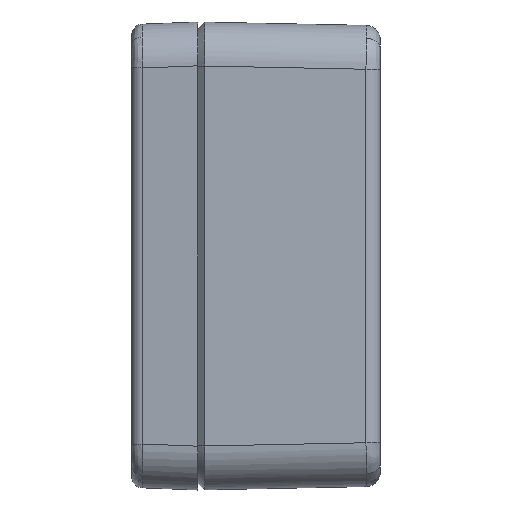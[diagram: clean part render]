
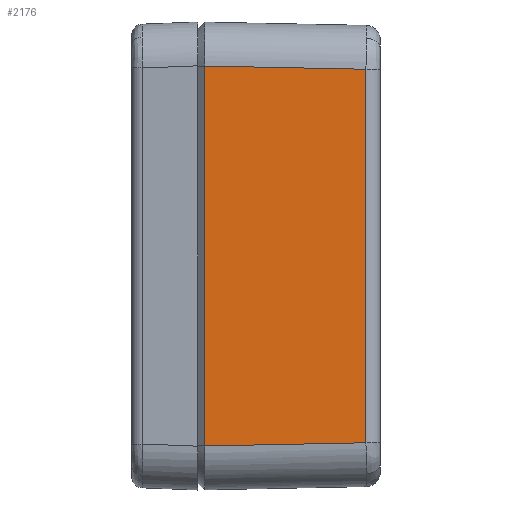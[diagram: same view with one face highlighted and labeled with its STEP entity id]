
A CAD part, left-side view. The second image highlights one B-rep face of the part: STEP entity #2176.
In plain terms, the highlighted planar face has unit normal (-1, -0.02, 0).
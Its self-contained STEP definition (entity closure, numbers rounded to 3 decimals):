
#790 = ORIENTED_EDGE ( 'NONE', *, *, #26037, .T. ) ;
#831 = ORIENTED_EDGE ( 'NONE', *, *, #25980, .T. ) ;
#836 = ORIENTED_EDGE ( 'NONE', *, *, #25993, .T. ) ;
#855 = ORIENTED_EDGE ( 'NONE', *, *, #25963, .T. ) ;
#2176 = ADVANCED_FACE ( 'NONE', ( #36947 ), #27609, .T. ) ;
#3477 = VERTEX_POINT ( 'NONE', #24362 ) ;
#3561 = VERTEX_POINT ( 'NONE', #23705 ) ;
#3562 = VERTEX_POINT ( 'NONE', #23711 ) ;
#3582 = VERTEX_POINT ( 'NONE', #25129 ) ;
#16358 = CARTESIAN_POINT ( 'NONE',  ( -28.98, -1., -32. ) ) ;
#16359 = DIRECTION ( 'NONE',  ( 0., 0., -1. ) ) ;
#16408 = CARTESIAN_POINT ( 'NONE',  ( -28.977, -1.159, 25.978 ) ) ;
#16409 = DIRECTION ( 'NONE',  ( -0.02, 1., 0.02 ) ) ;
#16439 = CARTESIAN_POINT ( 'NONE',  ( -29.002, 0.12, -26.004 ) ) ;
#16440 = DIRECTION ( 'NONE',  ( 0.02, -1., 0.02 ) ) ;
#16618 = CARTESIAN_POINT ( 'NONE',  ( -28.539, -23.04, 25.501 ) ) ;
#16619 = DIRECTION ( 'NONE',  ( 0., 0., 1. ) ) ;
#19415 = AXIS2_PLACEMENT_3D ( 'NONE', #27445, #27233, #27902 ) ;
#23705 = CARTESIAN_POINT ( 'NONE',  ( -28.98, -1., 25.981 ) ) ;
#23711 = CARTESIAN_POINT ( 'NONE',  ( -28.98, -1., -25.981 ) ) ;
#24298 = LINE ( 'NONE', #16358, #32116 ) ;
#24319 = LINE ( 'NONE', #16408, #32137 ) ;
#24340 = LINE ( 'NONE', #16439, #32154 ) ;
#24362 = CARTESIAN_POINT ( 'NONE',  ( -28.539, -23.04, 25.54 ) ) ;
#24380 = LINE ( 'NONE', #16618, #32202 ) ;
#25129 = CARTESIAN_POINT ( 'NONE',  ( -28.539, -23.04, -25.54 ) ) ;
#25963 = EDGE_CURVE ( 'NONE', #3561, #3562, #24298, .T. ) ;
#25980 = EDGE_CURVE ( 'NONE', #3477, #3561, #24319, .T. ) ;
#25993 = EDGE_CURVE ( 'NONE', #3562, #3582, #24340, .T. ) ;
#26037 = EDGE_CURVE ( 'NONE', #3582, #3477, #24380, .T. ) ;
#27233 = DIRECTION ( 'NONE',  ( -1., -0.02, 0. ) ) ;
#27445 = CARTESIAN_POINT ( 'NONE',  ( -29., 0., -32. ) ) ;
#27609 = PLANE ( 'NONE',  #19415 ) ;
#27902 = DIRECTION ( 'NONE',  ( 0.02, -1., 0. ) ) ;
#32116 = VECTOR ( 'NONE', #16359, 1000. ) ;
#32137 = VECTOR ( 'NONE', #16409, 1000. ) ;
#32154 = VECTOR ( 'NONE', #16440, 1000. ) ;
#32202 = VECTOR ( 'NONE', #16619, 1000. ) ;
#35015 = EDGE_LOOP ( 'NONE', ( #831, #855, #836, #790 ) ) ;
#36947 = FACE_OUTER_BOUND ( 'NONE', #35015, .T. ) ;
